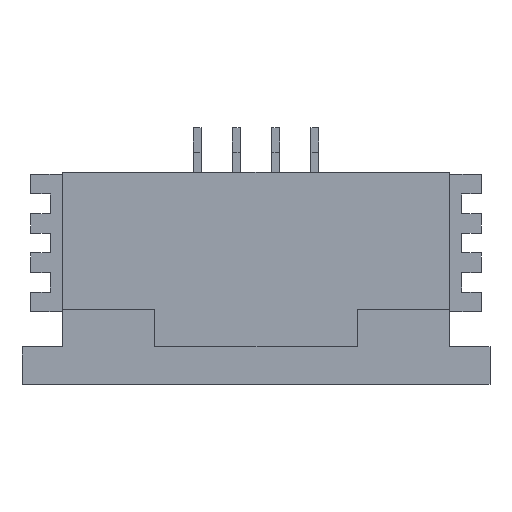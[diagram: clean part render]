
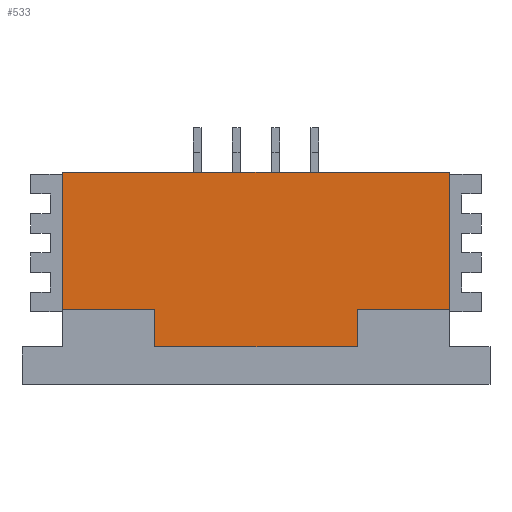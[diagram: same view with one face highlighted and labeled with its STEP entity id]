
A CAD part, top view. The second image highlights one B-rep face of the part: STEP entity #533.
In plain terms, the highlighted planar face has unit normal (0, 0, 1).
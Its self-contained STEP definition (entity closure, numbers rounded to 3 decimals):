
#32 = VERTEX_POINT('',#33);
#33 = CARTESIAN_POINT('',(0.,0.8,2.56));
#39 = EDGE_CURVE('',#32,#40,#42,.T.);
#40 = VERTEX_POINT('',#41);
#41 = CARTESIAN_POINT('',(-4.935,0.8,2.56));
#42 = LINE('',#43,#44);
#43 = CARTESIAN_POINT('',(0.,0.8,2.56));
#44 = VECTOR('',#45,1.);
#45 = DIRECTION('',(-1.,0.,0.));
#499 = EDGE_CURVE('',#40,#500,#502,.T.);
#500 = VERTEX_POINT('',#501);
#501 = CARTESIAN_POINT('',(-4.935,-2.7,2.56));
#502 = LINE('',#503,#504);
#503 = CARTESIAN_POINT('',(-4.935,0.8,2.56));
#504 = VECTOR('',#505,1.);
#505 = DIRECTION('',(0.,-1.,0.));
#533 = ADVANCED_FACE('',(#534),#597,.T.);
#534 = FACE_BOUND('',#535,.T.);
#535 = EDGE_LOOP('',(#536,#543,#544,#545,#553,#561,#569,#577,#585,#592)
);
#536 = ORIENTED_EDGE('',*,*,#537,.F.);
#537 = EDGE_CURVE('',#32,#538,#540,.T.);
#538 = VERTEX_POINT('',#539);
#539 = CARTESIAN_POINT('',(4.935,0.8,2.56));
#540 = B_SPLINE_CURVE_WITH_KNOTS('',1,(#541,#542),.UNSPECIFIED.,.F.,.F.,
(2,2),(0.,4.935),.PIECEWISE_BEZIER_KNOTS.);
#541 = CARTESIAN_POINT('',(0.,0.8,2.56));
#542 = CARTESIAN_POINT('',(4.935,0.8,2.56));
#543 = ORIENTED_EDGE('',*,*,#39,.T.);
#544 = ORIENTED_EDGE('',*,*,#499,.T.);
#545 = ORIENTED_EDGE('',*,*,#546,.T.);
#546 = EDGE_CURVE('',#500,#547,#549,.T.);
#547 = VERTEX_POINT('',#548);
#548 = CARTESIAN_POINT('',(-2.59,-2.7,2.56));
#549 = LINE('',#550,#551);
#550 = CARTESIAN_POINT('',(-4.935,-2.7,2.56));
#551 = VECTOR('',#552,1.);
#552 = DIRECTION('',(1.,0.,0.));
#553 = ORIENTED_EDGE('',*,*,#554,.T.);
#554 = EDGE_CURVE('',#547,#555,#557,.T.);
#555 = VERTEX_POINT('',#556);
#556 = CARTESIAN_POINT('',(-2.59,-3.65,2.56));
#557 = LINE('',#558,#559);
#558 = CARTESIAN_POINT('',(-2.59,-1.75,2.56));
#559 = VECTOR('',#560,1.);
#560 = DIRECTION('',(0.,-1.,0.));
#561 = ORIENTED_EDGE('',*,*,#562,.T.);
#562 = EDGE_CURVE('',#555,#563,#565,.T.);
#563 = VERTEX_POINT('',#564);
#564 = CARTESIAN_POINT('',(0.,-3.65,2.56));
#565 = LINE('',#566,#567);
#566 = CARTESIAN_POINT('',(-2.59,-3.65,2.56));
#567 = VECTOR('',#568,1.);
#568 = DIRECTION('',(1.,0.,0.));
#569 = ORIENTED_EDGE('',*,*,#570,.T.);
#570 = EDGE_CURVE('',#563,#571,#573,.T.);
#571 = VERTEX_POINT('',#572);
#572 = CARTESIAN_POINT('',(2.59,-3.65,2.56));
#573 = LINE('',#574,#575);
#574 = CARTESIAN_POINT('',(-2.59,-3.65,2.56));
#575 = VECTOR('',#576,1.);
#576 = DIRECTION('',(1.,0.,0.));
#577 = ORIENTED_EDGE('',*,*,#578,.T.);
#578 = EDGE_CURVE('',#571,#579,#581,.T.);
#579 = VERTEX_POINT('',#580);
#580 = CARTESIAN_POINT('',(2.59,-2.7,2.56));
#581 = LINE('',#582,#583);
#582 = CARTESIAN_POINT('',(2.59,-3.65,2.56));
#583 = VECTOR('',#584,1.);
#584 = DIRECTION('',(0.,1.,0.));
#585 = ORIENTED_EDGE('',*,*,#586,.F.);
#586 = EDGE_CURVE('',#587,#579,#589,.T.);
#587 = VERTEX_POINT('',#588);
#588 = CARTESIAN_POINT('',(4.935,-2.7,2.56));
#589 = B_SPLINE_CURVE_WITH_KNOTS('',1,(#590,#591),.UNSPECIFIED.,.F.,.F.,
(2,2),(0.,4.935),.PIECEWISE_BEZIER_KNOTS.);
#590 = CARTESIAN_POINT('',(4.935,-2.7,2.56));
#591 = CARTESIAN_POINT('',(0.,-2.7,2.56));
#592 = ORIENTED_EDGE('',*,*,#593,.F.);
#593 = EDGE_CURVE('',#538,#587,#594,.T.);
#594 = B_SPLINE_CURVE_WITH_KNOTS('',1,(#595,#596),.UNSPECIFIED.,.F.,.F.,
(2,2),(0.,3.5),.PIECEWISE_BEZIER_KNOTS.);
#595 = CARTESIAN_POINT('',(4.935,0.8,2.56));
#596 = CARTESIAN_POINT('',(4.935,-2.7,2.56));
#597 = PLANE('',#598);
#598 = AXIS2_PLACEMENT_3D('',#599,#600,#601);
#599 = CARTESIAN_POINT('',(-0.336,-1.142,2.56));
#600 = DIRECTION('',(0.,0.,1.));
#601 = DIRECTION('',(-1.,0.,0.));
